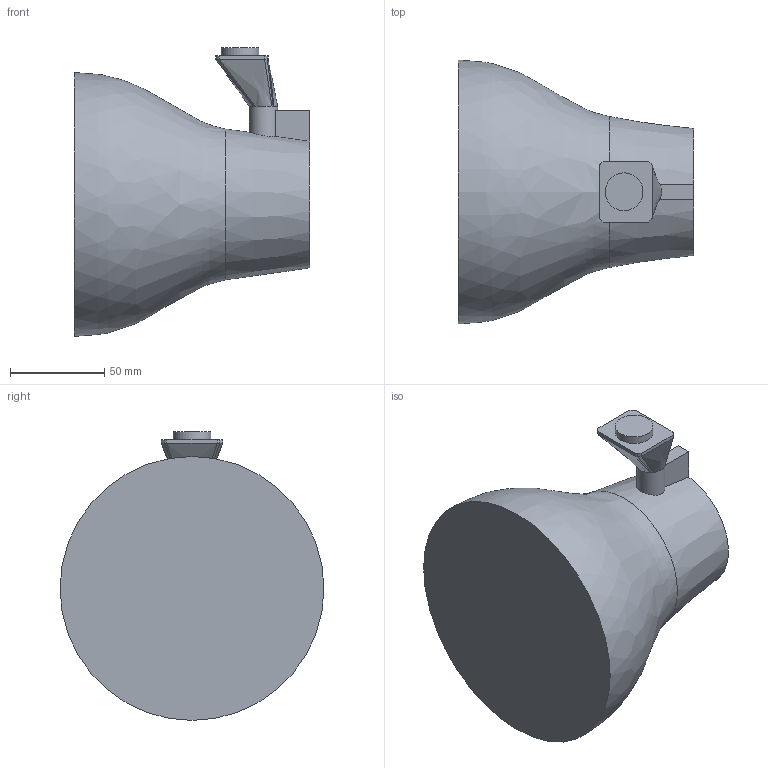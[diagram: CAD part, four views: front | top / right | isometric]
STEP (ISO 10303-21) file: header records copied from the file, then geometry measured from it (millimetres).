
FILE_DESCRIPTION(/* description */ (''),/* implementation_level */ '2;1');
FILE_NAME(/* name */ 'EE.stp',/* time_stamp */ '2019-11-23T01:06:50-05:00',/* author */ ('Clevo'),/* organization */ (''),/* preprocessor_version */ 'ST-DEVELOPER v16.13',/* originating_system */ 'Autodesk Inventor 2018',/* authorisation */ '');
FILE_SCHEMA (('AUTOMOTIVE_DESIGN { 1 0 10303 214 3 1 1 }'));
Length unit declared in the file: millimetre
Products named in the file (1): Lamp_Shade
Bounding box: 125 x 140 x 153.2 mm (x, y, z)
Volume: 1073915.3 mm3; surface area: 65452.2 mm2
Topology: 1 solids, 1 shells, 35 faces, 87 edges, 55 vertices
Faces by surface type: plane 15, bspline 13, cylinder 6, cone 1
Full cylindrical faces by diameter (mm): 15 x1, 20 x1
Entity records: 1301 total; most frequent: CARTESIAN_POINT 479, ORIENTED_EDGE 164, DIRECTION 153, EDGE_CURVE 82, VERTEX_POINT 53, AXIS2_PLACEMENT_3D 53, LINE 47, VECTOR 47
